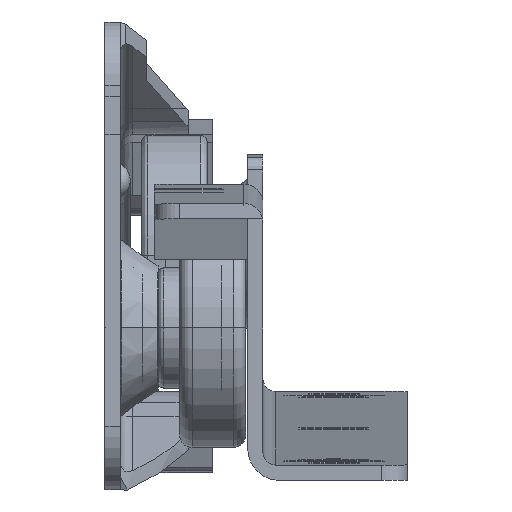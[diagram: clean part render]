
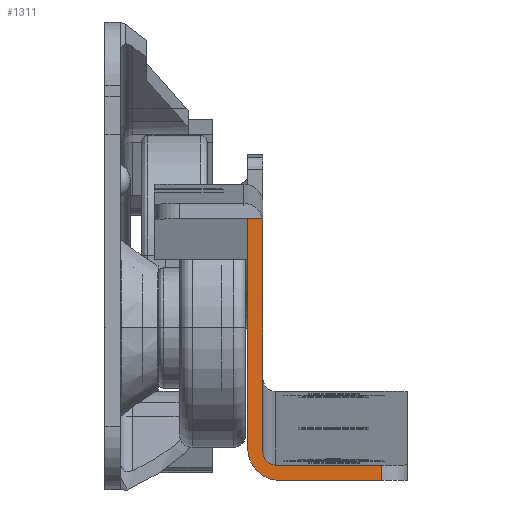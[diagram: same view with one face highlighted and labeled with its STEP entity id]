
A CAD part, top view. The second image highlights one B-rep face of the part: STEP entity #1311.
In plain terms, the highlighted face is planar.
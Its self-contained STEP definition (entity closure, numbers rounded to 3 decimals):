
#119 = CIRCLE ( 'NONE', #9489, 2.5 ) ;
#127 = EDGE_LOOP ( 'NONE', ( #8833, #1983, #690, #10612, #1306, #5945, #1601, #9943, #8915 ) ) ;
#160 = CARTESIAN_POINT ( 'NONE',  ( 0., 19.298, 0. ) ) ;
#176 = LINE ( 'NONE', #9520, #6760 ) ;
#278 = CARTESIAN_POINT ( 'NONE',  ( 0., 19.197, 0. ) ) ;
#513 = AXIS2_PLACEMENT_3D ( 'NONE', #2383, #664, #3416 ) ;
#664 = DIRECTION ( 'NONE',  ( 0., 0., 1. ) ) ;
#690 = ORIENTED_EDGE ( 'NONE', *, *, #6694, .T. ) ;
#831 = CARTESIAN_POINT ( 'NONE',  ( 1., 0., 0. ) ) ;
#1067 = VECTOR ( 'NONE', #10383, 1000. ) ;
#1306 = ORIENTED_EDGE ( 'NONE', *, *, #10578, .T. ) ;
#1311 = ADVANCED_FACE ( 'NONE', ( #11781 ), #10751, .T. ) ;
#1406 = CARTESIAN_POINT ( 'NONE',  ( -1.2, 1.3, 0. ) ) ;
#1601 = ORIENTED_EDGE ( 'NONE', *, *, #9745, .F. ) ;
#1628 = VECTOR ( 'NONE', #7908, 1000. ) ;
#1983 = ORIENTED_EDGE ( 'NONE', *, *, #9062, .T. ) ;
#2109 = VERTEX_POINT ( 'NONE', #1406 ) ;
#2229 = LINE ( 'NONE', #10534, #7024 ) ;
#2383 = CARTESIAN_POINT ( 'NONE',  ( 0., 0., 0. ) ) ;
#2408 = CARTESIAN_POINT ( 'NONE',  ( 11.4, 0., 0. ) ) ;
#2553 = CARTESIAN_POINT ( 'NONE',  ( 0., 20.7, 0. ) ) ;
#2606 = VERTEX_POINT ( 'NONE', #6225 ) ;
#2737 = VERTEX_POINT ( 'NONE', #831 ) ;
#3118 = VERTEX_POINT ( 'NONE', #8193 ) ;
#3416 = DIRECTION ( 'NONE',  ( 1., 0., 0. ) ) ;
#3418 = AXIS2_PLACEMENT_3D ( 'NONE', #9089, #7021, #11828 ) ;
#3475 = CARTESIAN_POINT ( 'NONE',  ( -0.03, 19.497, 0. ) ) ;
#3593 = LINE ( 'NONE', #2553, #9143 ) ;
#3628 = CARTESIAN_POINT ( 'NONE',  ( 1.3, 1.3, 0. ) ) ;
#3667 = CARTESIAN_POINT ( 'NONE',  ( -1.2, -1.2, 0. ) ) ;
#4931 = CARTESIAN_POINT ( 'NONE',  ( 0., 19.197, 0. ) ) ;
#5197 = CIRCLE ( 'NONE', #3418, 1. ) ;
#5945 = ORIENTED_EDGE ( 'NONE', *, *, #7400, .T. ) ;
#6078 = DIRECTION ( 'NONE',  ( 0., -1., 0. ) ) ;
#6225 = CARTESIAN_POINT ( 'NONE',  ( 1.3, -1.2, 0. ) ) ;
#6442 = DIRECTION ( 'NONE',  ( 0., 0., 1. ) ) ;
#6478 = DIRECTION ( 'NONE',  ( 1., 0., 0. ) ) ;
#6483 = CARTESIAN_POINT ( 'NONE',  ( -1.2, 19.497, 0. ) ) ;
#6573 = VERTEX_POINT ( 'NONE', #10476 ) ;
#6694 = EDGE_CURVE ( 'NONE', #3118, #2737, #8085, .T. ) ;
#6760 = VECTOR ( 'NONE', #11535, 1000. ) ;
#7021 = DIRECTION ( 'NONE',  ( 0., 0., -1. ) ) ;
#7024 = VECTOR ( 'NONE', #6078, 1000. ) ;
#7400 = EDGE_CURVE ( 'NONE', #7409, #10538, #11045, .T. ) ;
#7409 = VERTEX_POINT ( 'NONE', #278 ) ;
#7908 = DIRECTION ( 'NONE',  ( -1., 0., 0. ) ) ;
#7989 = EDGE_CURVE ( 'NONE', #2737, #10220, #5197, .T. ) ;
#7997 = DIRECTION ( 'NONE',  ( 0., 1., 0. ) ) ;
#8085 = LINE ( 'NONE', #2408, #1628 ) ;
#8193 = CARTESIAN_POINT ( 'NONE',  ( 9.4, 0., 0. ) ) ;
#8370 = LINE ( 'NONE', #11176, #1067 ) ;
#8437 = VERTEX_POINT ( 'NONE', #6483 ) ;
#8833 = ORIENTED_EDGE ( 'NONE', *, *, #10211, .T. ) ;
#8915 = ORIENTED_EDGE ( 'NONE', *, *, #9651, .T. ) ;
#9062 = EDGE_CURVE ( 'NONE', #6573, #3118, #8370, .T. ) ;
#9089 = CARTESIAN_POINT ( 'NONE',  ( 1., 1., 0. ) ) ;
#9143 = VECTOR ( 'NONE', #7997, 1000. ) ;
#9340 = CARTESIAN_POINT ( 'NONE',  ( 0., 1., 0. ) ) ;
#9489 = AXIS2_PLACEMENT_3D ( 'NONE', #3628, #6442, #10152 ) ;
#9520 = CARTESIAN_POINT ( 'NONE',  ( 0., 19.497, 0. ) ) ;
#9651 = EDGE_CURVE ( 'NONE', #2109, #2606, #119, .T. ) ;
#9745 = EDGE_CURVE ( 'NONE', #8437, #10538, #176, .T. ) ;
#9943 = ORIENTED_EDGE ( 'NONE', *, *, #11726, .T. ) ;
#10152 = DIRECTION ( 'NONE',  ( 1., 0., 0. ) ) ;
#10211 = EDGE_CURVE ( 'NONE', #2606, #6573, #10262, .T. ) ;
#10220 = VERTEX_POINT ( 'NONE', #9340 ) ;
#10262 = LINE ( 'NONE', #3667, #10479 ) ;
#10383 = DIRECTION ( 'NONE',  ( 0., 1., 0. ) ) ;
#10476 = CARTESIAN_POINT ( 'NONE',  ( 9.4, -1.2, 0. ) ) ;
#10479 = VECTOR ( 'NONE', #6478, 1000. ) ;
#10534 = CARTESIAN_POINT ( 'NONE',  ( -1.2, -1.2, 0. ) ) ;
#10538 = VERTEX_POINT ( 'NONE', #3475 ) ;
#10578 = EDGE_CURVE ( 'NONE', #10220, #7409, #3593, .T. ) ;
#10612 = ORIENTED_EDGE ( 'NONE', *, *, #7989, .T. ) ;
#10751 = PLANE ( 'NONE',  #513 ) ;
#11045 =( BOUNDED_CURVE ( )  B_SPLINE_CURVE ( 3, ( #4931, #160, #11587, #11408 ),
 .UNSPECIFIED., .F., .T. ) 
 B_SPLINE_CURVE_WITH_KNOTS ( ( 4, 4 ),
 ( 1.571, 1.772 ),
 .UNSPECIFIED. ) 
 CURVE ( )  GEOMETRIC_REPRESENTATION_ITEM ( )  RATIONAL_B_SPLINE_CURVE ( ( 1., 0.997, 0.997, 1. ) ) 
 REPRESENTATION_ITEM ( '' )  );
#11176 = CARTESIAN_POINT ( 'NONE',  ( 9.4, 0., 0. ) ) ;
#11408 = CARTESIAN_POINT ( 'NONE',  ( -0.03, 19.497, 0. ) ) ;
#11535 = DIRECTION ( 'NONE',  ( 1., 0., 0. ) ) ;
#11587 = CARTESIAN_POINT ( 'NONE',  ( -0.01, 19.398, 0. ) ) ;
#11726 = EDGE_CURVE ( 'NONE', #8437, #2109, #2229, .T. ) ;
#11781 = FACE_OUTER_BOUND ( 'NONE', #127, .T. ) ;
#11828 = DIRECTION ( 'NONE',  ( 1., 0., 0. ) ) ;
